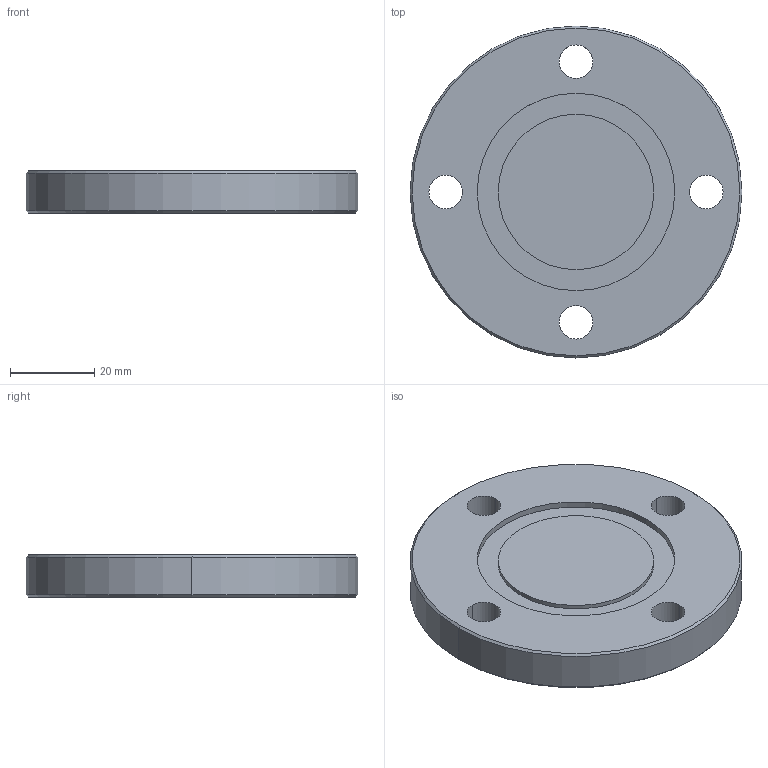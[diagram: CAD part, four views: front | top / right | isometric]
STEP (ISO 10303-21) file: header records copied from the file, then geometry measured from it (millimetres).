
FILE_DESCRIPTION (( 'STEP AP203' ), '1' );
FILE_NAME ('3D_R712_DN38.1_168071760.STEP', '2024-08-12T07:18:21', ( '' ), ( '' ), 'SwSTEP 2.0', 'SolidWorks 2024', '' );
FILE_SCHEMA (( 'CONFIG_CONTROL_DESIGN' ));
Length unit declared in the file: millimetre
Products named in the file (1): 3D_R712_DN38.1_168071760
Bounding box: 79 x 79 x 10 mm (x, y, z)
Volume: 45417.1 mm3; surface area: 13080.1 mm2
Topology: 1 solids, 1 shells, 22 faces, 50 edges, 32 vertices
Faces by surface type: cylinder 14, cone 4, plane 4
Entity records: 727 total; most frequent: DIRECTION 128, CARTESIAN_POINT 105, ORIENTED_EDGE 100, AXIS2_PLACEMENT_3D 55, EDGE_CURVE 50, VERTEX_POINT 32, CIRCLE 32, EDGE_LOOP 32
